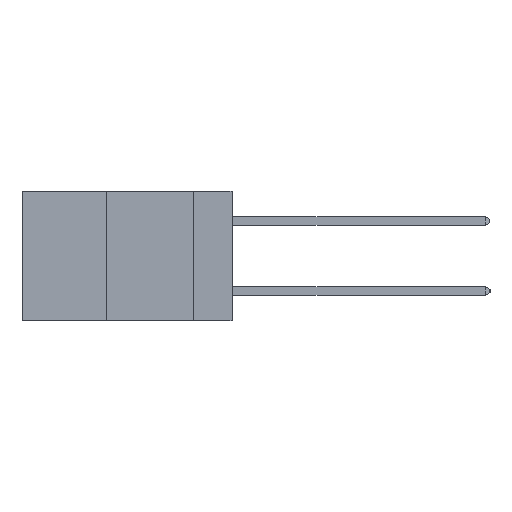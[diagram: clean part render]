
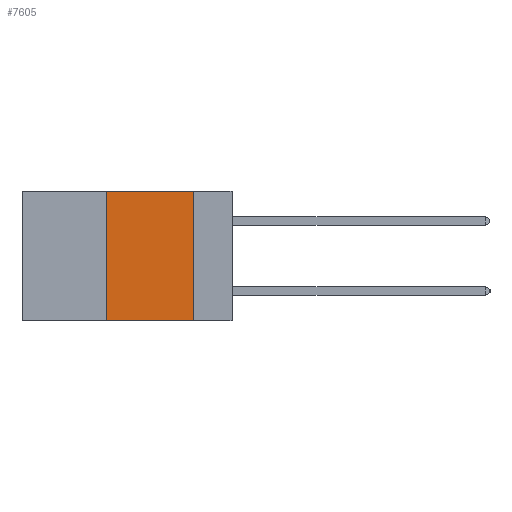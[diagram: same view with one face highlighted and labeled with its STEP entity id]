
A CAD part, left-side view. The second image highlights one B-rep face of the part: STEP entity #7605.
In plain terms, the highlighted planar face has unit normal (-1, 0, 0).
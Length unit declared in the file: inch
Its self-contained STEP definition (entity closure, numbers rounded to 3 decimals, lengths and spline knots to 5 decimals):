
#735 = DIRECTION ( 'NONE',  ( 0., -1., 0. ) ) ;
#932 = FACE_OUTER_BOUND ( 'NONE', #6187, .T. ) ;
#2109 = VERTEX_POINT ( 'NONE', #6615 ) ;
#2752 = EDGE_CURVE ( 'NONE', #2109, #5618, #6009, .T. ) ;
#2943 = CARTESIAN_POINT ( 'NONE',  ( 0., 0.36, -0.37 ) ) ;
#3114 = DIRECTION ( 'NONE',  ( 0., 0., -1. ) ) ;
#3443 = CARTESIAN_POINT ( 'NONE',  ( 0., 0.36, 0. ) ) ;
#5015 = LINE ( 'NONE', #7582, #7461 ) ;
#5479 = CARTESIAN_POINT ( 'NONE',  ( 0., 0.6, 0. ) ) ;
#5618 = VERTEX_POINT ( 'NONE', #10907 ) ;
#5704 = VECTOR ( 'NONE', #8054, 39.37008 ) ;
#6009 = LINE ( 'NONE', #7205, #5704 ) ;
#6187 = EDGE_LOOP ( 'NONE', ( #7815, #7914, #8046, #8070 ) ) ;
#6333 = EDGE_CURVE ( 'NONE', #12112, #2109, #11856, .T. ) ;
#6456 = AXIS2_PLACEMENT_3D ( 'NONE', #10426, #8622, #3114 ) ;
#6564 = VERTEX_POINT ( 'NONE', #2943 ) ;
#6615 = CARTESIAN_POINT ( 'NONE',  ( 0., 0.11, 0. ) ) ;
#6789 = PLANE ( 'NONE',  #6456 ) ;
#7088 = VECTOR ( 'NONE', #10968, 39.37008 ) ;
#7205 = CARTESIAN_POINT ( 'NONE',  ( 0., 0.11, 0. ) ) ;
#7461 = VECTOR ( 'NONE', #735, 39.37008 ) ;
#7582 = CARTESIAN_POINT ( 'NONE',  ( 0., 0.6, -0.37 ) ) ;
#7605 = ADVANCED_FACE ( 'NONE', ( #932 ), #6789, .F. ) ;
#7742 = CARTESIAN_POINT ( 'NONE',  ( 0., 0.36, 0. ) ) ;
#7815 = ORIENTED_EDGE ( 'NONE', *, *, #2752, .F. ) ;
#7914 = ORIENTED_EDGE ( 'NONE', *, *, #6333, .F. ) ;
#8046 = ORIENTED_EDGE ( 'NONE', *, *, #8389, .F. ) ;
#8054 = DIRECTION ( 'NONE',  ( 0., 0., -1. ) ) ;
#8070 = ORIENTED_EDGE ( 'NONE', *, *, #9153, .T. ) ;
#8389 = EDGE_CURVE ( 'NONE', #6564, #12112, #9375, .T. ) ;
#8622 = DIRECTION ( 'NONE',  ( 1., 0., 0. ) ) ;
#8687 = DIRECTION ( 'NONE',  ( 0., 0., 1. ) ) ;
#9153 = EDGE_CURVE ( 'NONE', #6564, #5618, #5015, .T. ) ;
#9375 = LINE ( 'NONE', #7742, #11683 ) ;
#10426 = CARTESIAN_POINT ( 'NONE',  ( 0., 0.6, 0. ) ) ;
#10907 = CARTESIAN_POINT ( 'NONE',  ( 0., 0.11, -0.37 ) ) ;
#10968 = DIRECTION ( 'NONE',  ( 0., -1., 0. ) ) ;
#11683 = VECTOR ( 'NONE', #8687, 39.37008 ) ;
#11856 = LINE ( 'NONE', #5479, #7088 ) ;
#12112 = VERTEX_POINT ( 'NONE', #3443 ) ;
